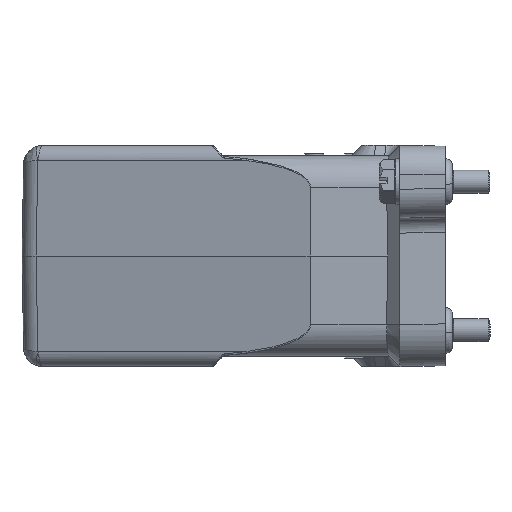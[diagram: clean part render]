
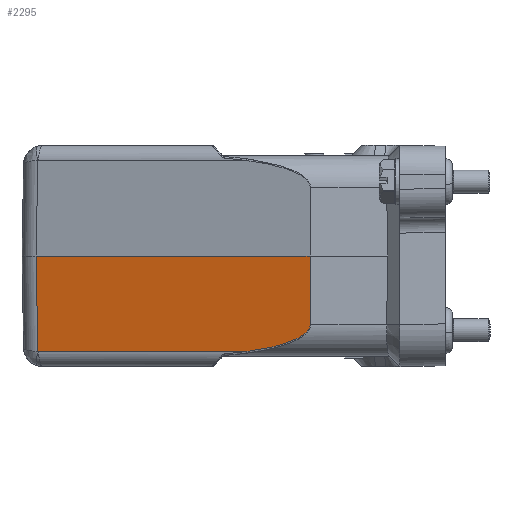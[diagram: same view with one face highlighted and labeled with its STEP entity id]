
A CAD part, left-side view. The second image highlights one B-rep face of the part: STEP entity #2295.
In plain terms, the highlighted planar face has unit normal (-0.966, 0.259, -0.018).
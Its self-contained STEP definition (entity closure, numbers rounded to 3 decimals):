
#370=PLANE('',#9425);
#1025=LINE('',#13967,#1658);
#1182=LINE('',#15042,#1815);
#1183=LINE('',#15044,#1816);
#1184=LINE('',#15051,#1817);
#1658=VECTOR('',#10372,1.);
#1815=VECTOR('',#10721,1.);
#1816=VECTOR('',#10724,1.);
#1817=VECTOR('',#10725,1.);
#2295=ADVANCED_FACE('NONE',(#2888),#370,.T.);
#2888=FACE_OUTER_BOUND('',#3415,.T.);
#3415=EDGE_LOOP('',(#4887,#4888,#4889,#4890,#4891,#4892));
#4887=ORIENTED_EDGE('',*,*,#7961,.T.);
#4888=ORIENTED_EDGE('',*,*,#7962,.T.);
#4889=ORIENTED_EDGE('',*,*,#7963,.T.);
#4890=ORIENTED_EDGE('',*,*,#7964,.F.);
#4891=ORIENTED_EDGE('',*,*,#7751,.F.);
#4892=ORIENTED_EDGE('',*,*,#7749,.F.);
#6772=VERTEX_POINT('',#13956);
#6773=VERTEX_POINT('',#13966);
#6774=VERTEX_POINT('',#13973);
#6882=VERTEX_POINT('',#15041);
#6883=VERTEX_POINT('',#15045);
#6884=VERTEX_POINT('',#15050);
#7749=EDGE_CURVE('NONE',#6772,#6773,#1025,.T.);
#7751=EDGE_CURVE('NONE',#6773,#6774,#8795,.T.);
#7961=EDGE_CURVE('NONE',#6772,#6882,#1182,.T.);
#7962=EDGE_CURVE('NONE',#6882,#6883,#1183,.T.);
#7963=EDGE_CURVE('NONE',#6883,#6884,#8839,.T.);
#7964=EDGE_CURVE('NONE',#6774,#6884,#1184,.T.);
#8795=B_SPLINE_CURVE_WITH_KNOTS('',3,(#13974,#13975,#13976,#13977,#13978,
#13979,#13980,#13981,#13982,#13983,#13984,#13985,#13986,#13987,#13988,#13989,
#13990,#13991,#13992,#13993),.UNSPECIFIED.,.F.,.F.,(4,2,2,2,2,2,2,2,2,4),
(0.,0.031,0.063,0.125,0.188,0.25,0.375,0.5,0.75,1.),.UNSPECIFIED.);
#8839=B_SPLINE_CURVE_WITH_KNOTS('',3,(#15046,#15047,#15048,#15049),
 .UNSPECIFIED.,.F.,.F.,(4,4),(0.,1.),.UNSPECIFIED.);
#9425=AXIS2_PLACEMENT_3D('',#15052,#10726,#10727);
#10372=DIRECTION('',(0.017,-0.002,-1.));
#10721=DIRECTION('',(0.259,0.966,0.));
#10724=DIRECTION('',(0.013,-0.017,-1.));
#10725=DIRECTION('',(0.259,0.966,0.));
#10726=DIRECTION('',(-0.966,0.259,-0.017));
#10727=DIRECTION('',(-0.259,-0.966,0.));
#13956=CARTESIAN_POINT('',(-61.483,35.49,0.));
#13966=CARTESIAN_POINT('',(-61.17,35.448,-17.948));
#13967=CARTESIAN_POINT('',(-61.489,35.49,0.325));
#13973=CARTESIAN_POINT('',(-56.529,52.287,-25.07));
#13974=CARTESIAN_POINT('',(-61.17,35.448,-17.948));
#13975=CARTESIAN_POINT('',(-61.166,35.448,-18.152));
#13976=CARTESIAN_POINT('',(-61.155,35.477,-18.355));
#13977=CARTESIAN_POINT('',(-61.118,35.586,-18.746));
#13978=CARTESIAN_POINT('',(-61.094,35.666,-18.933));
#13979=CARTESIAN_POINT('',(-61.006,35.957,-19.465));
#13980=CARTESIAN_POINT('',(-60.93,36.218,-19.778));
#13981=CARTESIAN_POINT('',(-60.766,36.793,-20.338));
#13982=CARTESIAN_POINT('',(-60.677,37.108,-20.587));
#13983=CARTESIAN_POINT('',(-60.492,37.767,-21.042));
#13984=CARTESIAN_POINT('',(-60.397,38.11,-21.249));
#13985=CARTESIAN_POINT('',(-60.104,39.163,-21.823));
#13986=CARTESIAN_POINT('',(-59.902,39.895,-22.146));
#13987=CARTESIAN_POINT('',(-59.493,41.384,-22.724));
#13988=CARTESIAN_POINT('',(-59.285,42.142,-22.977));
#13989=CARTESIAN_POINT('',(-58.658,44.436,-23.663));
#13990=CARTESIAN_POINT('',(-58.235,45.992,-24.024));
#13991=CARTESIAN_POINT('',(-57.384,49.126,-24.629));
#13992=CARTESIAN_POINT('',(-56.957,50.704,-24.872));
#13993=CARTESIAN_POINT('',(-56.529,52.287,-25.07));
#15041=CARTESIAN_POINT('',(-42.243,107.295,0.));
#15042=CARTESIAN_POINT('',(-41.25,111.,0.));
#15044=CARTESIAN_POINT('',(-42.243,107.295,0.));
#15045=CARTESIAN_POINT('',(-41.908,106.857,-25.04));
#15046=CARTESIAN_POINT('',(-41.908,106.857,-25.04));
#15047=CARTESIAN_POINT('',(-41.928,106.778,-25.06));
#15048=CARTESIAN_POINT('',(-41.95,106.698,-25.07));
#15049=CARTESIAN_POINT('',(-41.972,106.615,-25.07));
#15050=CARTESIAN_POINT('',(-41.972,106.615,-25.07));
#15051=CARTESIAN_POINT('',(-58.394,45.327,-25.07));
#15052=CARTESIAN_POINT('',(-41.25,111.,0.));
